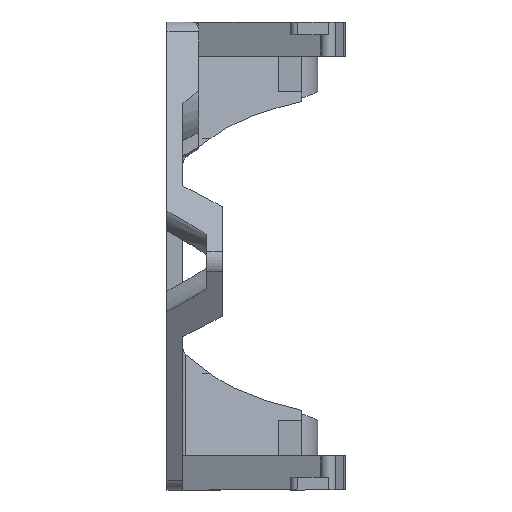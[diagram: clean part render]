
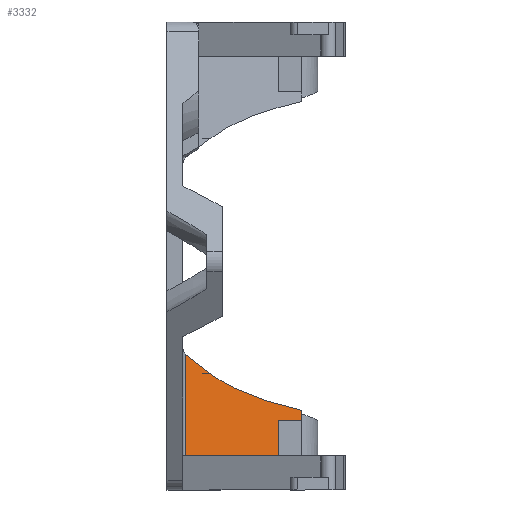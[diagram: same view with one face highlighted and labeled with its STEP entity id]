
A CAD part, front view. The second image highlights one B-rep face of the part: STEP entity #3332.
In plain terms, the highlighted planar face has unit normal (0.374, -0.927, 0).
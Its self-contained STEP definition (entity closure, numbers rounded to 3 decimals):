
#1793 = VERTEX_POINT('',#1794);
#1794 = CARTESIAN_POINT('',(-21.659,60.589,
    17.097));
#1801 = EDGE_CURVE('',#1793,#1802,#1804,.T.);
#1802 = VERTEX_POINT('',#1803);
#1803 = CARTESIAN_POINT('',(-18.59,61.826,
    14.72));
#1804 = LINE('',#1805,#1806);
#1805 = CARTESIAN_POINT('',(-93.05,31.8,
    72.391));
#1806 = VECTOR('',#1807,1.);
#1807 = DIRECTION('',(0.753,0.304,-0.583));
#1824 = VERTEX_POINT('',#1825);
#1825 = CARTESIAN_POINT('',(-21.659,60.589,
    3.957));
#1832 = EDGE_CURVE('',#1824,#1793,#1833,.T.);
#1833 = LINE('',#1834,#1835);
#1834 = CARTESIAN_POINT('',(-21.659,60.589,
    0.));
#1835 = VECTOR('',#1836,1.);
#1836 = DIRECTION('',(0.,0.,1.));
#1850 = VERTEX_POINT('',#1851);
#1851 = CARTESIAN_POINT('',(-18.666,61.796,4.4));
#1857 = EDGE_CURVE('',#1850,#1824,#1858,.T.);
#1858 = LINE('',#1859,#1860);
#1859 = CARTESIAN_POINT('',(-128.337,17.57,
    -11.816));
#1860 = VECTOR('',#1861,1.);
#1861 = DIRECTION('',(-0.919,-0.371,-0.136));
#2661 = VERTEX_POINT('',#2662);
#2662 = CARTESIAN_POINT('',(-10.,65.29,4.4));
#2668 = EDGE_CURVE('',#2661,#1850,#2669,.T.);
#2669 = LINE('',#2670,#2671);
#2670 = CARTESIAN_POINT('',(-126.963,18.124,4.4));
#2671 = VECTOR('',#2672,1.);
#2672 = DIRECTION('',(-0.927,-0.374,
    0.));
#2734 = EDGE_CURVE('',#2735,#1802,#2737,.T.);
#2735 = VERTEX_POINT('',#2736);
#2736 = CARTESIAN_POINT('',(-7.,66.5,10.045));
#2737 = ELLIPSE('',#2738,29.412,11.);
#2738 = AXIS2_PLACEMENT_3D('',#2739,#2740,#2741);
#2739 = CARTESIAN_POINT('',(5.605,71.583,19.8));
#2740 = DIRECTION('',(-0.374,0.927,0.
    ));
#2741 = DIRECTION('',(-0.927,-0.374,
    0.));
#3332 = ADVANCED_FACE('',(#3333),#3362,.F.);
#3333 = FACE_BOUND('',#3334,.F.);
#3334 = EDGE_LOOP('',(#3335,#3336,#3337,#3338,#3339,#3340,#3348,#3356));
#3335 = ORIENTED_EDGE('',*,*,#2668,.T.);
#3336 = ORIENTED_EDGE('',*,*,#1857,.T.);
#3337 = ORIENTED_EDGE('',*,*,#1832,.T.);
#3338 = ORIENTED_EDGE('',*,*,#1801,.T.);
#3339 = ORIENTED_EDGE('',*,*,#2734,.F.);
#3340 = ORIENTED_EDGE('',*,*,#3341,.F.);
#3341 = EDGE_CURVE('',#3342,#2735,#3344,.T.);
#3342 = VERTEX_POINT('',#3343);
#3343 = CARTESIAN_POINT('',(-7.,66.5,8.8));
#3344 = LINE('',#3345,#3346);
#3345 = CARTESIAN_POINT('',(-7.,66.5,0.));
#3346 = VECTOR('',#3347,1.);
#3347 = DIRECTION('',(0.,0.,1.));
#3348 = ORIENTED_EDGE('',*,*,#3349,.T.);
#3349 = EDGE_CURVE('',#3342,#3350,#3352,.T.);
#3350 = VERTEX_POINT('',#3351);
#3351 = CARTESIAN_POINT('',(-10.,65.29,8.8));
#3352 = LINE('',#3353,#3354);
#3353 = CARTESIAN_POINT('',(-14.329,63.544,8.8));
#3354 = VECTOR('',#3355,1.);
#3355 = DIRECTION('',(-0.927,-0.374,
    0.));
#3356 = ORIENTED_EDGE('',*,*,#3357,.F.);
#3357 = EDGE_CURVE('',#2661,#3350,#3358,.T.);
#3358 = LINE('',#3359,#3360);
#3359 = CARTESIAN_POINT('',(-10.,65.29,3.2));
#3360 = VECTOR('',#3361,1.);
#3361 = DIRECTION('',(0.,0.,1.));
#3362 = PLANE('',#3363);
#3363 = AXIS2_PLACEMENT_3D('',#3364,#3365,#3366);
#3364 = CARTESIAN_POINT('',(-21.659,60.589,
    0.));
#3365 = DIRECTION('',(-0.374,0.927,0.
    ));
#3366 = DIRECTION('',(0.927,0.374,0.)
  );
